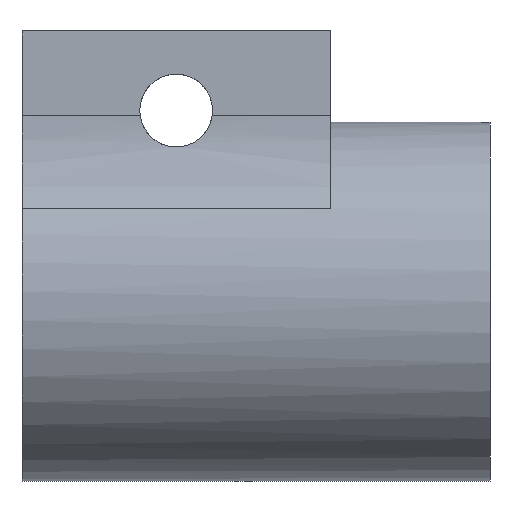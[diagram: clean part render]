
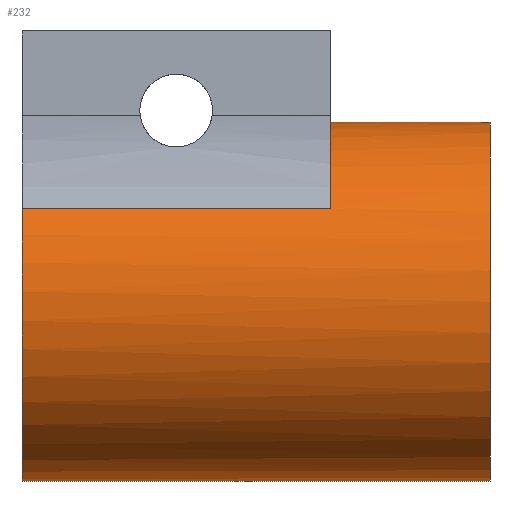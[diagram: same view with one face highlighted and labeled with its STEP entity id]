
A CAD part, left-side view. The second image highlights one B-rep face of the part: STEP entity #232.
In plain terms, the highlighted cylindrical face has radius 6.35 mm (diameter 12.7 mm), a partial arc.
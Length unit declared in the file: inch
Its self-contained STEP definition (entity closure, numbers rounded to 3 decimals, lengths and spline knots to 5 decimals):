
#26 = VECTOR ( 'NONE', #1312, 39.37008 ) ;
#154 = EDGE_CURVE ( 'NONE', #838, #2793, #1820, .T. ) ;
#188 = DIRECTION ( 'NONE',  ( 0., 1., 0. ) ) ;
#195 = CARTESIAN_POINT ( 'NONE',  ( -0.21375, 0.6525, 0.12966 ) ) ;
#232 = ADVANCED_FACE ( 'NONE', ( #4027 ), #588, .T. ) ;
#322 = LINE ( 'NONE', #3815, #26 ) ;
#513 = ORIENTED_EDGE ( 'NONE', *, *, #1760, .T. ) ;
#582 = CARTESIAN_POINT ( 'NONE',  ( -0.21375, 0.6525, 0.12966 ) ) ;
#588 = CYLINDRICAL_SURFACE ( 'NONE', #3677, 0.25 ) ;
#596 = ORIENTED_EDGE ( 'NONE', *, *, #3118, .F. ) ;
#601 = CARTESIAN_POINT ( 'NONE',  ( -0.21375, 0.2225, 0.12966 ) ) ;
#616 = CARTESIAN_POINT ( 'NONE',  ( 0., 0.2225, 0. ) ) ;
#642 = CARTESIAN_POINT ( 'NONE',  ( 0., 0., -0.25 ) ) ;
#679 = LINE ( 'NONE', #3290, #3095 ) ;
#785 = EDGE_CURVE ( 'NONE', #1562, #2793, #2969, .T. ) ;
#838 = VERTEX_POINT ( 'NONE', #2697 ) ;
#932 = DIRECTION ( 'NONE',  ( 0., 0., 1. ) ) ;
#1030 = CARTESIAN_POINT ( 'NONE',  ( 0., 0., 0. ) ) ;
#1114 = CARTESIAN_POINT ( 'NONE',  ( -0.0275, 0.2225, 0.24848 ) ) ;
#1139 = CARTESIAN_POINT ( 'NONE',  ( 0., 0., 0.25 ) ) ;
#1311 = VECTOR ( 'NONE', #2390, 39.37008 ) ;
#1312 = DIRECTION ( 'NONE',  ( 0., -1., 0. ) ) ;
#1344 = AXIS2_PLACEMENT_3D ( 'NONE', #3694, #1799, #3993 ) ;
#1349 = DIRECTION ( 'NONE',  ( 0., 0., 1. ) ) ;
#1562 = VERTEX_POINT ( 'NONE', #601 ) ;
#1611 = DIRECTION ( 'NONE',  ( 0., 0., -1. ) ) ;
#1674 = VERTEX_POINT ( 'NONE', #642 ) ;
#1760 = EDGE_CURVE ( 'NONE', #838, #1674, #322, .T. ) ;
#1799 = DIRECTION ( 'NONE',  ( 0., 1., 0. ) ) ;
#1820 = CIRCLE ( 'NONE', #1344, 0.25 ) ;
#1836 = AXIS2_PLACEMENT_3D ( 'NONE', #2069, #188, #2384 ) ;
#1932 = CARTESIAN_POINT ( 'NONE',  ( 0., 0.6525, 0. ) ) ;
#2044 = DIRECTION ( 'NONE',  ( 0., -1., 0. ) ) ;
#2069 = CARTESIAN_POINT ( 'NONE',  ( 0., 0.2225, 0. ) ) ;
#2223 = CIRCLE ( 'NONE', #1836, 0.25 ) ;
#2303 = EDGE_CURVE ( 'NONE', #3324, #3877, #679, .T. ) ;
#2325 = VERTEX_POINT ( 'NONE', #1114 ) ;
#2326 = CIRCLE ( 'NONE', #3050, 0.25 ) ;
#2384 = DIRECTION ( 'NONE',  ( 0., 0., 1. ) ) ;
#2390 = DIRECTION ( 'NONE',  ( 0., 1., 0. ) ) ;
#2464 = ORIENTED_EDGE ( 'NONE', *, *, #3752, .F. ) ;
#2481 = EDGE_LOOP ( 'NONE', ( #2997, #2464, #596, #2751, #2952, #513, #2588 ) ) ;
#2560 = DIRECTION ( 'NONE',  ( 0., -1., 0. ) ) ;
#2588 = ORIENTED_EDGE ( 'NONE', *, *, #3197, .T. ) ;
#2697 = CARTESIAN_POINT ( 'NONE',  ( 0., 0.6525, -0.25 ) ) ;
#2751 = ORIENTED_EDGE ( 'NONE', *, *, #785, .T. ) ;
#2793 = VERTEX_POINT ( 'NONE', #582 ) ;
#2817 = DIRECTION ( 'NONE',  ( 0., 1., 0. ) ) ;
#2952 = ORIENTED_EDGE ( 'NONE', *, *, #154, .F. ) ;
#2965 = CARTESIAN_POINT ( 'NONE',  ( 0., 0.2225, 0.25 ) ) ;
#2969 = LINE ( 'NONE', #195, #1311 ) ;
#2997 = ORIENTED_EDGE ( 'NONE', *, *, #2303, .F. ) ;
#3050 = AXIS2_PLACEMENT_3D ( 'NONE', #616, #2817, #932 ) ;
#3095 = VECTOR ( 'NONE', #2044, 39.37008 ) ;
#3118 = EDGE_CURVE ( 'NONE', #1562, #2325, #2326, .T. ) ;
#3197 = EDGE_CURVE ( 'NONE', #1674, #3877, #3903, .T. ) ;
#3227 = DIRECTION ( 'NONE',  ( 0., 1., 0. ) ) ;
#3290 = CARTESIAN_POINT ( 'NONE',  ( 0., 0.6525, 0.25 ) ) ;
#3324 = VERTEX_POINT ( 'NONE', #2965 ) ;
#3677 = AXIS2_PLACEMENT_3D ( 'NONE', #1932, #2560, #1611 ) ;
#3691 = AXIS2_PLACEMENT_3D ( 'NONE', #1030, #3227, #1349 ) ;
#3694 = CARTESIAN_POINT ( 'NONE',  ( 0., 0.6525, 0. ) ) ;
#3752 = EDGE_CURVE ( 'NONE', #2325, #3324, #2223, .T. ) ;
#3815 = CARTESIAN_POINT ( 'NONE',  ( 0., 0.6525, -0.25 ) ) ;
#3877 = VERTEX_POINT ( 'NONE', #1139 ) ;
#3903 = CIRCLE ( 'NONE', #3691, 0.25 ) ;
#3993 = DIRECTION ( 'NONE',  ( 0., 0., 1. ) ) ;
#4027 = FACE_OUTER_BOUND ( 'NONE', #2481, .T. ) ;
